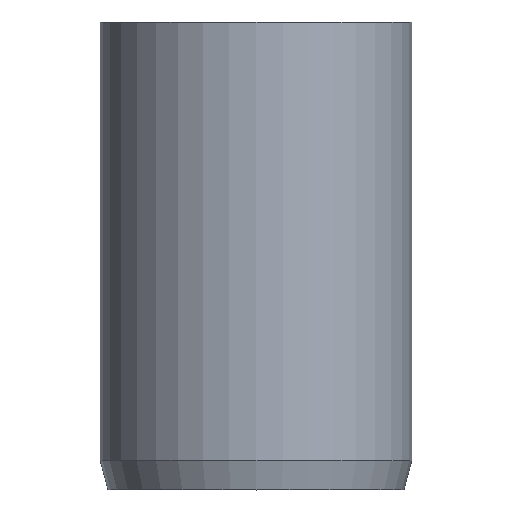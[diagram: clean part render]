
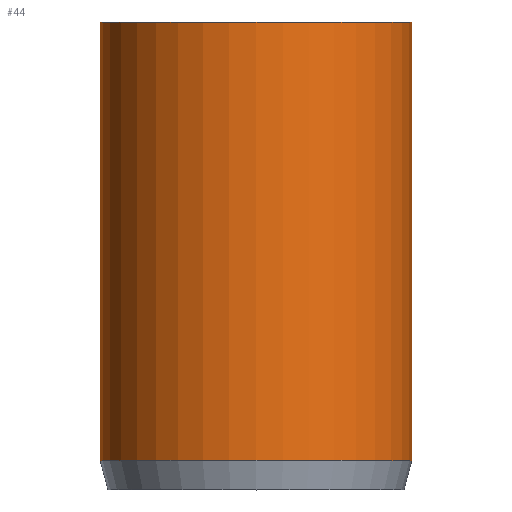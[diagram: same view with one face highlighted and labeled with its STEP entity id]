
A CAD part, top view. The second image highlights one B-rep face of the part: STEP entity #44.
In plain terms, the highlighted cylindrical face has radius 4 mm (diameter 8 mm), a partial arc.
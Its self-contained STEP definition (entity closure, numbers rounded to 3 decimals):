
#44=ADVANCED_FACE('',(#86),#87,.T.);
#86=FACE_OUTER_BOUND('',#125,.T.);
#87=CYLINDRICAL_SURFACE('',#126,4.0);
#125=EDGE_LOOP('',(#186,#187,#188,#189));
#126=AXIS2_PLACEMENT_3D('',#190,#191,#192);
#186=ORIENTED_EDGE('',*,*,#241,.T.);
#187=ORIENTED_EDGE('',*,*,#253,.F.);
#188=ORIENTED_EDGE('',*,*,#243,.T.);
#189=ORIENTED_EDGE('',*,*,#250,.T.);
#190=CARTESIAN_POINT('',(0.0,6.373,0.0));
#191=DIRECTION('',(-0.0,1.0,0.0));
#192=DIRECTION('',(1.0,0.0,0.0));
#241=EDGE_CURVE('',#283,#284,#285,.T.);
#243=EDGE_CURVE('',#288,#286,#289,.T.);
#250=EDGE_CURVE('',#286,#283,#298,.T.);
#253=EDGE_CURVE('',#288,#284,#301,.T.);
#283=VERTEX_POINT('',#333);
#284=VERTEX_POINT('',#334);
#285=LINE('',#335,#336);
#286=VERTEX_POINT('',#337);
#288=VERTEX_POINT('',#339);
#289=LINE('',#340,#341);
#298=CIRCLE('',#352,4.0);
#301=CIRCLE('',#355,4.0);
#333=CARTESIAN_POINT('',(4.0,0.746,0.0));
#334=CARTESIAN_POINT('',(4.0,12.0,0.0));
#335=CARTESIAN_POINT('',(4.0,6.373,0.));
#336=VECTOR('',#389,1.0);
#337=CARTESIAN_POINT('',(-4.0,0.746,0.));
#339=CARTESIAN_POINT('',(-4.0,12.0,0.));
#340=CARTESIAN_POINT('',(-4.0,6.373,0.));
#341=VECTOR('',#393,1.0);
#352=AXIS2_PLACEMENT_3D('',#402,#403,#404);
#355=AXIS2_PLACEMENT_3D('',#408,#409,#410);
#389=DIRECTION('',(0.0,1.0,0.0));
#393=DIRECTION('',(-0.0,-1.0,-0.0));
#402=CARTESIAN_POINT('',(0.0,0.746,0.0));
#403=DIRECTION('',(-0.0,1.0,0.0));
#404=DIRECTION('',(1.0,0.0,0.0));
#408=CARTESIAN_POINT('',(0.0,12.0,0.0));
#409=DIRECTION('',(-0.0,1.0,0.0));
#410=DIRECTION('',(1.0,0.0,0.0));
